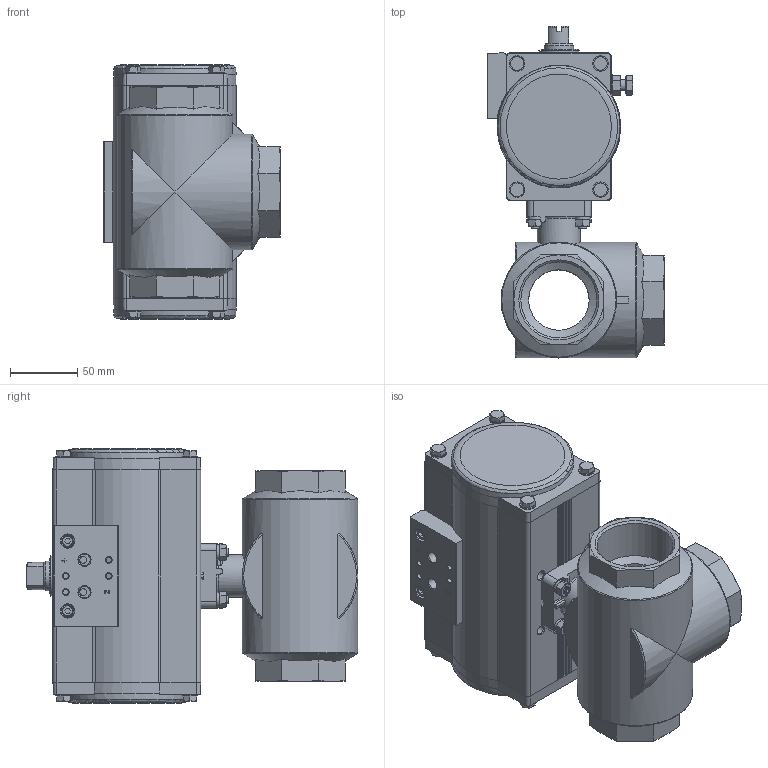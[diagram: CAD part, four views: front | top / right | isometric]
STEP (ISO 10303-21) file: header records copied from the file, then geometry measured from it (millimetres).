
FILE_DESCRIPTION(/* description */ ('STEP AP214'),/* implementation_level */ '2;1');
FILE_NAME(/* name */ '8070257_VZBM-A-2-RP-25-F-3L-B2-PA80',/* time_stamp */ '2024-09-18T03:23:36+02:00',/* author */ ('License CC BY-ND 4.0'),/* organization */ ('CADENAS'),/* preprocessor_version */ 'ST-DEVELOPER v19.3',/* originating_system */ 'PARTsolutions',/* authorisation */ ' ');
FILE_SCHEMA (('AUTOMOTIVE_DESIGN {1 0 10303 214 3 1 1}'));
Length unit declared in the file: millimetre
Products named in the file (11): 8070257 VZBM-A-2-RP-25-F-3L-B2-PA80; 4451865 VZBM-2-Rp-25-F-3L-F05-B2B3; 8042187 DFPD-80-90-RD-F05-------(housing); 8042187 DFPD-80(F05_90)---(shaft); 3639455 SCHEIBE 8.2X16X1.5-1.4301; 3639451 DFPD-80; DIN 934 - M8(F); 8082123 DARQ-R-A-S17-S14-17; 1142596 NL-6; ISO-4026 M6x30; ISO 4032 - M6(F)
Assembly tree (22 placements, depth 2):
  8070257 VZBM-A-2-RP-25-F-3L-B2-PA80
    4451865 VZBM-2-Rp-25-F-3L-F05-B2B3
    8042187 DFPD-80-90-RD-F05-------(housing)
    8042187 DFPD-80(F05_90)---(shaft)
    3639455 SCHEIBE 8.2X16X1.5-1.4301  x2
    3639451 DFPD-80  x2
    DIN 934 - M8(F)  x2
    8082123 DARQ-R-A-S17-S14-17
    1142596 NL-6  x4
    ISO-4026 M6x30  x4
    ISO 4032 - M6(F)  x4
Bounding box: 131.5 x 247 x 189.3 mm (x, y, z)
Volume: 2375712.1 mm3; surface area: 240726.5 mm2
Topology: 22 solids, 22 shells, 1063 faces, 2497 edges, 1536 vertices
Faces by surface type: plane 521, cone 292, cylinder 212, torus 36, sphere 2
Full cylindrical faces by diameter (mm): 2 x2, 4.134 x9, 4.917 x9, 5 x2, 6 x4, 6.5 x8, 6.647 x8, 8 x2, 8.2 x2, 8.5 x2, 8.566 x2, 10 x2, 10.8 x4, 11.5 x8, 12.2 x2, 13 x2, 16 x2, 17.2 x2, 22 x3, 24 x1, 26 x2, 26.3 x1, 30 x3, 31 x1, 32 x1, 35 x1, 35.5 x2, 36 x2, 40 x1, 45 x2
Entity records: 24971 total; most frequent: CARTESIAN_POINT 5428, DIRECTION 3945, ORIENTED_EDGE 3770, EDGE_CURVE 1885, AXIS2_PLACEMENT_3D 1565, VERTEX_POINT 1287, FACE_BOUND 1156, EDGE_LOOP 1140
